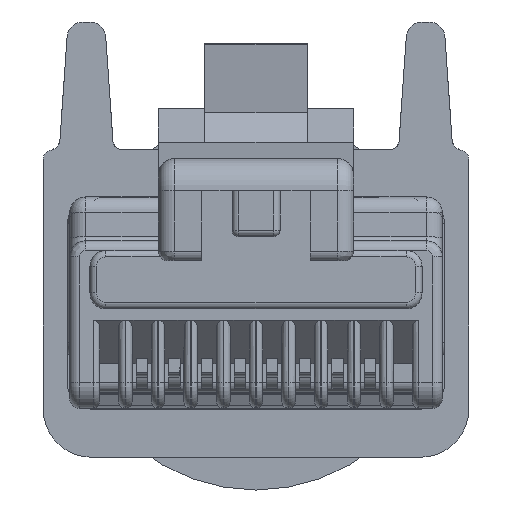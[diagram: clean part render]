
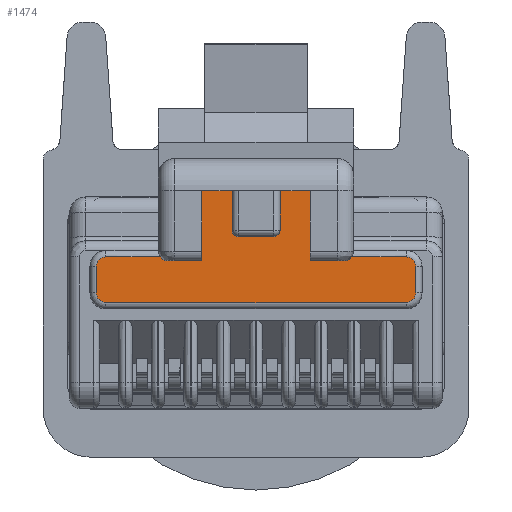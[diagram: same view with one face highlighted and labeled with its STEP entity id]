
A CAD part, front view. The second image highlights one B-rep face of the part: STEP entity #1474.
In plain terms, the highlighted planar face has unit normal (0, -1, 0).
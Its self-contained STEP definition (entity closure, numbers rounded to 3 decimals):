
#1474=ADVANCED_FACE('',(#3344),#2459,.F.);
#2459=PLANE('',#23781);
#3344=FACE_OUTER_BOUND('',#4615,.T.);
#4615=EDGE_LOOP('',(#12414,#12415,#12416,#12417,#12418,#12419,#12420,#12421,
#12422,#12423,#12424,#12425,#12426,#12427,#12428,#12429,#12430,#12431,#12432,
#12433,#12434,#12435));
#6243=LINE('',#35310,#8389);
#6251=LINE('',#35329,#8397);
#6256=LINE('',#35356,#8402);
#6258=LINE('',#35370,#8404);
#6260=LINE('',#35382,#8406);
#6262=LINE('',#35405,#8408);
#6266=LINE('',#35416,#8412);
#6271=LINE('',#35450,#8417);
#6273=LINE('',#35454,#8419);
#6276=LINE('',#35459,#8422);
#6279=LINE('',#35467,#8425);
#6281=LINE('',#35473,#8427);
#6282=LINE('',#35475,#8428);
#6283=LINE('',#35478,#8429);
#8389=VECTOR('',#27793,1.);
#8397=VECTOR('',#27807,1.);
#8402=VECTOR('',#27840,1.);
#8404=VECTOR('',#27856,1.);
#8406=VECTOR('',#27870,1.);
#8408=VECTOR('',#27884,1.);
#8412=VECTOR('',#27892,1.);
#8417=VECTOR('',#27913,1.);
#8419=VECTOR('',#27917,1.);
#8422=VECTOR('',#27922,1.);
#8425=VECTOR('',#27931,1.);
#8427=VECTOR('',#27939,1.);
#8428=VECTOR('',#27942,1.);
#8429=VECTOR('',#27945,1.);
#12414=ORIENTED_EDGE('',*,*,#19844,.F.);
#12415=ORIENTED_EDGE('',*,*,#19905,.T.);
#12416=ORIENTED_EDGE('',*,*,#19835,.T.);
#12417=ORIENTED_EDGE('',*,*,#19906,.T.);
#12418=ORIENTED_EDGE('',*,*,#19907,.F.);
#12419=ORIENTED_EDGE('',*,*,#19908,.T.);
#12420=ORIENTED_EDGE('',*,*,#19857,.F.);
#12421=ORIENTED_EDGE('',*,*,#19861,.T.);
#12422=ORIENTED_EDGE('',*,*,#19864,.F.);
#12423=ORIENTED_EDGE('',*,*,#19867,.T.);
#12424=ORIENTED_EDGE('',*,*,#19870,.F.);
#12425=ORIENTED_EDGE('',*,*,#19873,.T.);
#12426=ORIENTED_EDGE('',*,*,#19877,.F.);
#12427=ORIENTED_EDGE('',*,*,#19883,.T.);
#12428=ORIENTED_EDGE('',*,*,#19882,.T.);
#12429=ORIENTED_EDGE('',*,*,#19892,.T.);
#12430=ORIENTED_EDGE('',*,*,#19894,.F.);
#12431=ORIENTED_EDGE('',*,*,#19897,.T.);
#12432=ORIENTED_EDGE('',*,*,#19899,.T.);
#12433=ORIENTED_EDGE('',*,*,#19901,.T.);
#12434=ORIENTED_EDGE('',*,*,#19903,.T.);
#12435=ORIENTED_EDGE('',*,*,#19904,.T.);
#17230=VERTEX_POINT('',#35302);
#17234=VERTEX_POINT('',#35309);
#17239=VERTEX_POINT('',#35322);
#17242=VERTEX_POINT('',#35328);
#17250=VERTEX_POINT('',#35355);
#17251=VERTEX_POINT('',#35357);
#17253=VERTEX_POINT('',#35363);
#17255=VERTEX_POINT('',#35369);
#17257=VERTEX_POINT('',#35375);
#17259=VERTEX_POINT('',#35381);
#17261=VERTEX_POINT('',#35387);
#17264=VERTEX_POINT('',#35404);
#17266=VERTEX_POINT('',#35409);
#17269=VERTEX_POINT('',#35415);
#17274=VERTEX_POINT('',#35449);
#17275=VERTEX_POINT('',#35453);
#17276=VERTEX_POINT('',#35458);
#17277=VERTEX_POINT('',#35462);
#17278=VERTEX_POINT('',#35466);
#17279=VERTEX_POINT('',#35470);
#17280=VERTEX_POINT('',#35477);
#17281=VERTEX_POINT('',#35479);
#19835=EDGE_CURVE('',#17230,#17234,#6243,.T.);
#19844=EDGE_CURVE('',#17242,#17239,#6251,.T.);
#19857=EDGE_CURVE('',#17250,#17251,#6256,.T.);
#19861=EDGE_CURVE('',#17250,#17253,#22220,.T.);
#19864=EDGE_CURVE('',#17255,#17253,#6258,.T.);
#19867=EDGE_CURVE('',#17255,#17257,#22224,.T.);
#19870=EDGE_CURVE('',#17259,#17257,#6260,.T.);
#19873=EDGE_CURVE('',#17259,#17261,#22228,.T.);
#19877=EDGE_CURVE('',#17264,#17261,#6262,.T.);
#19882=EDGE_CURVE('',#17266,#17269,#6266,.T.);
#19883=EDGE_CURVE('',#17264,#17266,#22231,.T.);
#19892=EDGE_CURVE('',#17269,#17274,#6271,.T.);
#19894=EDGE_CURVE('',#17275,#17274,#6273,.T.);
#19897=EDGE_CURVE('',#17275,#17276,#6276,.T.);
#19899=EDGE_CURVE('',#17276,#17277,#22236,.T.);
#19901=EDGE_CURVE('',#17277,#17278,#6279,.T.);
#19903=EDGE_CURVE('',#17278,#17279,#22237,.T.);
#19904=EDGE_CURVE('',#17279,#17239,#6281,.T.);
#19905=EDGE_CURVE('',#17242,#17230,#6282,.T.);
#19906=EDGE_CURVE('',#17234,#17280,#22238,.T.);
#19907=EDGE_CURVE('',#17281,#17280,#6283,.T.);
#19908=EDGE_CURVE('',#17281,#17251,#22239,.T.);
#22220=CIRCLE('',#23745,0.3);
#22224=CIRCLE('',#23751,0.3);
#22228=CIRCLE('',#23757,0.3);
#22231=CIRCLE('',#23763,0.3);
#22236=CIRCLE('',#23773,0.2);
#22237=CIRCLE('',#23776,0.2);
#22238=CIRCLE('',#23779,0.3);
#22239=CIRCLE('',#23780,0.3);
#23745=AXIS2_PLACEMENT_3D('',#35364,#27849,#27850);
#23751=AXIS2_PLACEMENT_3D('',#35376,#27863,#27864);
#23757=AXIS2_PLACEMENT_3D('',#35388,#27877,#27878);
#23763=AXIS2_PLACEMENT_3D('',#35418,#27895,#27896);
#23773=AXIS2_PLACEMENT_3D('',#35463,#27926,#27927);
#23776=AXIS2_PLACEMENT_3D('',#35471,#27935,#27936);
#23779=AXIS2_PLACEMENT_3D('',#35476,#27943,#27944);
#23780=AXIS2_PLACEMENT_3D('',#35480,#27946,#27947);
#23781=AXIS2_PLACEMENT_3D('',#35481,#27948,#27949);
#27793=DIRECTION('',(-1.,0.,0.));
#27807=DIRECTION('',(1.,0.,0.));
#27840=DIRECTION('',(0.,0.,1.));
#27849=DIRECTION('',(0.,-1.,0.));
#27850=DIRECTION('',(-1.,0.,0.));
#27856=DIRECTION('',(-1.,0.,0.));
#27863=DIRECTION('',(0.,-1.,0.));
#27864=DIRECTION('',(0.,0.,-1.));
#27870=DIRECTION('',(0.,0.,-1.));
#27877=DIRECTION('',(0.,-1.,0.));
#27878=DIRECTION('',(1.,0.,0.));
#27884=DIRECTION('',(1.,0.,0.));
#27892=DIRECTION('',(-1.,0.,0.));
#27895=DIRECTION('',(0.,1.,0.));
#27896=DIRECTION('',(0.824,0.,-0.567));
#27913=DIRECTION('',(0.,0.,1.));
#27917=DIRECTION('',(1.,0.,0.));
#27922=DIRECTION('',(0.,0.,-1.));
#27926=DIRECTION('',(0.,1.,0.));
#27927=DIRECTION('',(1.,0.,0.));
#27931=DIRECTION('',(-1.,0.,0.));
#27935=DIRECTION('',(0.,1.,0.));
#27936=DIRECTION('',(0.,0.,-1.));
#27939=DIRECTION('',(0.,0.,1.));
#27942=DIRECTION('',(0.,0.,-1.));
#27943=DIRECTION('',(0.,1.,0.));
#27944=DIRECTION('',(0.,0.,-1.));
#27945=DIRECTION('',(1.,0.,0.));
#27946=DIRECTION('',(0.,-1.,0.));
#27947=DIRECTION('',(0.,0.,1.));
#27948=DIRECTION('',(0.,1.,0.));
#27949=DIRECTION('',(1.,0.,0.));
#35302=CARTESIAN_POINT('',(-1.7,-20.92,-8.849));
#35309=CARTESIAN_POINT('',(-2.75,-20.92,-8.849));
#35310=CARTESIAN_POINT('',(-1.7,-20.92,-8.849));
#35322=CARTESIAN_POINT('',(-0.75,-20.92,-6.649));
#35328=CARTESIAN_POINT('',(-1.7,-20.92,-6.649));
#35329=CARTESIAN_POINT('',(-1.7,-20.92,-6.649));
#35355=CARTESIAN_POINT('',(-4.99,-20.92,-9.849));
#35356=CARTESIAN_POINT('',(-4.99,-20.92,-9.849));
#35357=CARTESIAN_POINT('',(-4.99,-20.92,-9.019));
#35363=CARTESIAN_POINT('',(-4.69,-20.92,-10.149));
#35364=CARTESIAN_POINT('',(-4.69,-20.92,-9.849));
#35369=CARTESIAN_POINT('',(4.69,-20.92,-10.149));
#35370=CARTESIAN_POINT('',(4.69,-20.92,-10.149));
#35375=CARTESIAN_POINT('',(4.99,-20.92,-9.849));
#35376=CARTESIAN_POINT('',(4.69,-20.92,-9.849));
#35381=CARTESIAN_POINT('',(4.99,-20.92,-9.019));
#35382=CARTESIAN_POINT('',(4.99,-20.92,-9.019));
#35387=CARTESIAN_POINT('',(4.69,-20.92,-8.719));
#35388=CARTESIAN_POINT('',(4.69,-20.92,-9.019));
#35404=CARTESIAN_POINT('',(2.997,-20.92,-8.719));
#35405=CARTESIAN_POINT('',(2.997,-20.92,-8.719));
#35409=CARTESIAN_POINT('',(2.75,-20.92,-8.849));
#35415=CARTESIAN_POINT('',(1.7,-20.92,-8.849));
#35416=CARTESIAN_POINT('',(2.75,-20.92,-8.849));
#35418=CARTESIAN_POINT('',(2.75,-20.92,-8.549));
#35449=CARTESIAN_POINT('',(1.7,-20.92,-6.649));
#35450=CARTESIAN_POINT('',(1.7,-20.92,-8.849));
#35453=CARTESIAN_POINT('',(0.75,-20.92,-6.649));
#35454=CARTESIAN_POINT('',(0.75,-20.92,-6.649));
#35458=CARTESIAN_POINT('',(0.75,-20.92,-7.889));
#35459=CARTESIAN_POINT('',(0.75,-20.92,-6.649));
#35462=CARTESIAN_POINT('',(0.55,-20.92,-8.089));
#35463=CARTESIAN_POINT('',(0.55,-20.92,-7.889));
#35466=CARTESIAN_POINT('',(-0.55,-20.92,-8.089));
#35467=CARTESIAN_POINT('',(0.55,-20.92,-8.089));
#35470=CARTESIAN_POINT('',(-0.75,-20.92,-7.889));
#35471=CARTESIAN_POINT('',(-0.55,-20.92,-7.889));
#35473=CARTESIAN_POINT('',(-0.75,-20.92,-7.889));
#35475=CARTESIAN_POINT('',(-1.7,-20.92,-6.649));
#35476=CARTESIAN_POINT('',(-2.75,-20.92,-8.549));
#35477=CARTESIAN_POINT('',(-2.997,-20.92,-8.719));
#35478=CARTESIAN_POINT('',(-4.69,-20.92,-8.719));
#35479=CARTESIAN_POINT('',(-4.69,-20.92,-8.719));
#35480=CARTESIAN_POINT('',(-4.69,-20.92,-9.019));
#35481=CARTESIAN_POINT('',(-4.69,-20.92,-9.019));
